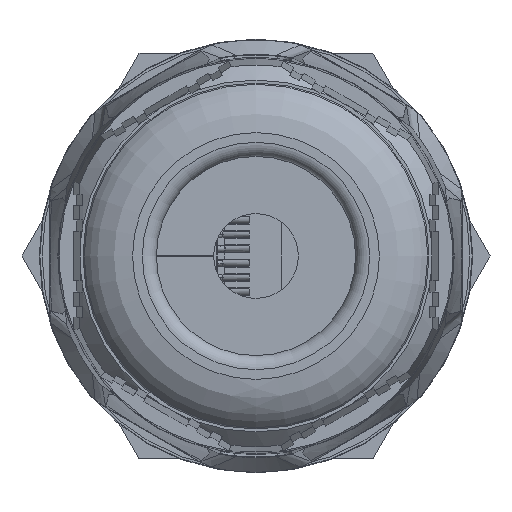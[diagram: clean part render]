
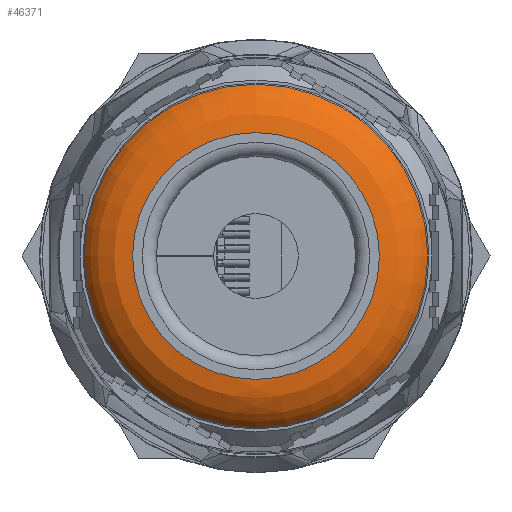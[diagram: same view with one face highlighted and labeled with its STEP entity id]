
A CAD part, left-side view. The second image highlights one B-rep face of the part: STEP entity #46371.
In plain terms, the highlighted toroidal (fillet/blend) face has major radius 8.736 mm and minor radius 4.2 mm.
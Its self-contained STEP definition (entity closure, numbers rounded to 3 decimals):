
#2682 = DIRECTION ( 'NONE',  ( 0., 0., 1. ) ) ;
#14442 = CARTESIAN_POINT ( 'NONE',  ( 21.85, 0., 0. ) ) ;
#15362 = CARTESIAN_POINT ( 'NONE',  ( 20.08, 0., 12.161 ) ) ;
#17173 = ORIENTED_EDGE ( 'NONE', *, *, #47431, .T. ) ;
#23121 = DIRECTION ( 'NONE',  ( 0., 0., 1. ) ) ;
#25512 = DIRECTION ( 'NONE',  ( 1., 0., 0. ) ) ;
#30871 = AXIS2_PLACEMENT_3D ( 'NONE', #97071, #54238, #2682 ) ;
#33387 = AXIS2_PLACEMENT_3D ( 'NONE', #14442, #74627, #23121 ) ;
#46371 = ADVANCED_FACE ( 'NONE', ( #46958, #72495 ), #69818, .T. ) ;
#46958 = FACE_OUTER_BOUND ( 'NONE', #70588, .T. ) ;
#47431 = EDGE_CURVE ( 'NONE', #72758, #72758, #60784, .T. ) ;
#54238 = DIRECTION ( 'NONE',  ( -1., 0., 0. ) ) ;
#57927 = EDGE_LOOP ( 'NONE', ( #97275 ) ) ;
#59003 = CARTESIAN_POINT ( 'NONE',  ( 21.85, 0., 8.736 ) ) ;
#60784 = CIRCLE ( 'NONE', #107264, 12.161 ) ;
#66160 = CIRCLE ( 'NONE', #33387, 8.736 ) ;
#69818 = TOROIDAL_SURFACE ( 'NONE', #30871, 8.736, 4.2 ) ;
#70588 = EDGE_LOOP ( 'NONE', ( #17173 ) ) ;
#71645 = EDGE_CURVE ( 'NONE', #105023, #105023, #66160, .T. ) ;
#72495 = FACE_OUTER_BOUND ( 'NONE', #57927, .T. ) ;
#72758 = VERTEX_POINT ( 'NONE', #15362 ) ;
#74627 = DIRECTION ( 'NONE',  ( -1., 0., 0. ) ) ;
#77022 = CARTESIAN_POINT ( 'NONE',  ( 20.08, 0., 0. ) ) ;
#85637 = DIRECTION ( 'NONE',  ( 0., 0., 1. ) ) ;
#97071 = CARTESIAN_POINT ( 'NONE',  ( 17.65, 0., 0. ) ) ;
#97275 = ORIENTED_EDGE ( 'NONE', *, *, #71645, .T. ) ;
#105023 = VERTEX_POINT ( 'NONE', #59003 ) ;
#107264 = AXIS2_PLACEMENT_3D ( 'NONE', #77022, #25512, #85637 ) ;
